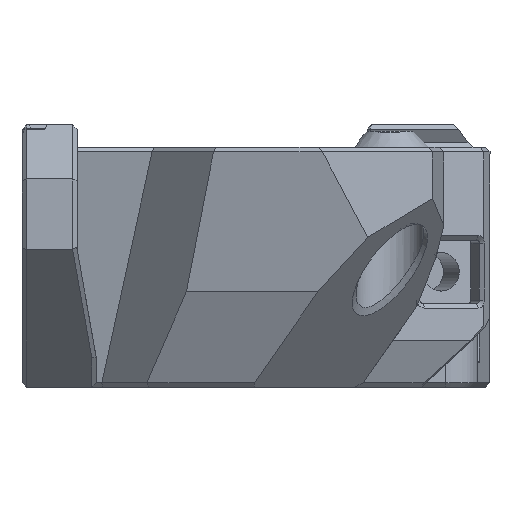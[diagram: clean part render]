
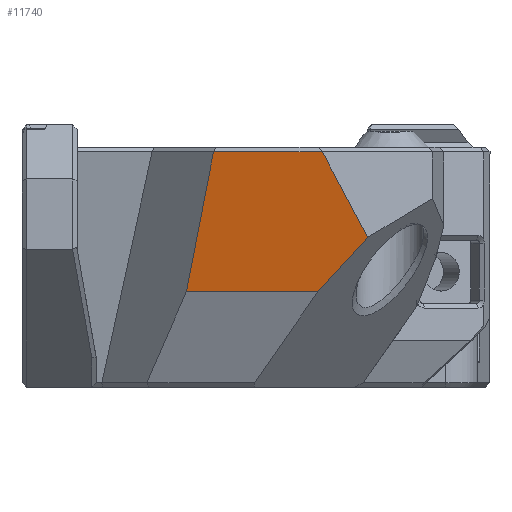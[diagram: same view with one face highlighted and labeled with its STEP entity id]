
A CAD part, left-side view. The second image highlights one B-rep face of the part: STEP entity #11740.
In plain terms, the highlighted planar face has unit normal (-0.982, 0, -0.19).
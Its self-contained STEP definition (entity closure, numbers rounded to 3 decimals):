
#485=PLANE('',#12672);
#2553=ORIENTED_EDGE('',*,*,#5311,.F.);
#2554=ORIENTED_EDGE('',*,*,#5312,.T.);
#2555=ORIENTED_EDGE('',*,*,#5313,.F.);
#2556=ORIENTED_EDGE('',*,*,#5314,.T.);
#2557=ORIENTED_EDGE('',*,*,#5315,.T.);
#2558=ORIENTED_EDGE('',*,*,#5316,.F.);
#2559=ORIENTED_EDGE('',*,*,#5317,.F.);
#5311=EDGE_CURVE('',#6762,#6763,#7868,.T.);
#5312=EDGE_CURVE('',#6762,#6764,#7869,.T.);
#5313=EDGE_CURVE('',#6765,#6764,#7870,.T.);
#5314=EDGE_CURVE('',#6765,#6766,#7871,.T.);
#5315=EDGE_CURVE('',#6766,#6767,#7872,.T.);
#5316=EDGE_CURVE('',#6768,#6767,#7873,.T.);
#5317=EDGE_CURVE('',#6763,#6768,#7874,.T.);
#6762=VERTEX_POINT('',#18445);
#6763=VERTEX_POINT('',#18446);
#6764=VERTEX_POINT('',#18448);
#6765=VERTEX_POINT('',#18450);
#6766=VERTEX_POINT('',#18452);
#6767=VERTEX_POINT('',#18454);
#6768=VERTEX_POINT('',#18456);
#7868=LINE('',#18444,#9123);
#7869=LINE('',#18447,#9124);
#7870=LINE('',#18449,#9125);
#7871=LINE('',#18451,#9126);
#7872=LINE('',#18453,#9127);
#7873=LINE('',#18455,#9128);
#7874=LINE('',#18457,#9129);
#9123=VECTOR('',#14762,1000.);
#9124=VECTOR('',#14763,1000.);
#9125=VECTOR('',#14764,1000.);
#9126=VECTOR('',#14765,1000.);
#9127=VECTOR('',#14766,1000.);
#9128=VECTOR('',#14767,1000.);
#9129=VECTOR('',#14768,1000.);
#10124=EDGE_LOOP('',(#2553,#2554,#2555,#2556,#2557,#2558,#2559));
#10896=FACE_BOUND('',#10124,.T.);
#11740=ADVANCED_FACE('',(#10896),#485,.T.);
#12672=AXIS2_PLACEMENT_3D('',#18443,#14760,#14761);
#14760=DIRECTION('',(-0.982,0.,-0.19));
#14761=DIRECTION('',(0.19,0.,-0.982));
#14762=DIRECTION('',(-0.102,-0.845,0.525));
#14763=DIRECTION('',(0.187,0.187,-0.964));
#14764=DIRECTION('',(0.,1.,0.));
#14765=DIRECTION('',(-0.141,-0.67,0.729));
#14766=DIRECTION('',(-0.169,0.463,0.87));
#14767=DIRECTION('',(0.054,-0.959,-0.278));
#14768=DIRECTION('',(0.,-1.,0.));
#18443=CARTESIAN_POINT('',(-12.,12.5,21.3));
#18444=CARTESIAN_POINT('',(-10.969,8.366,15.976));
#18445=CARTESIAN_POINT('',(-11.923,0.448,20.9));
#18446=CARTESIAN_POINT('',(-11.924,0.436,20.907));
#18447=CARTESIAN_POINT('',(-10.701,1.67,14.591));
#18448=CARTESIAN_POINT('',(-9.529,2.842,8.541));
#18449=CARTESIAN_POINT('',(-9.529,7.5,8.541));
#18450=CARTESIAN_POINT('',(-9.529,-8.773,8.541));
#18451=CARTESIAN_POINT('',(-8.966,-6.108,5.639));
#18452=CARTESIAN_POINT('',(-10.46,-13.194,13.351));
#18453=CARTESIAN_POINT('',(-12.423,-7.8,23.485));
#18454=CARTESIAN_POINT('',(-11.923,-9.176,20.9));
#18455=CARTESIAN_POINT('',(-12.476,0.704,23.759));
#18456=CARTESIAN_POINT('',(-11.924,-9.151,20.907));
#18457=CARTESIAN_POINT('',(-11.924,10.282,20.907));
